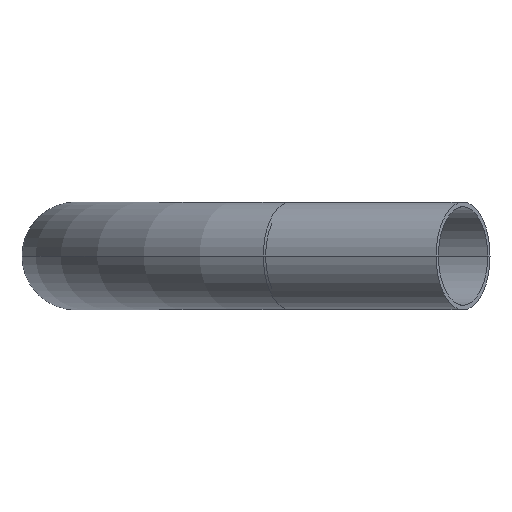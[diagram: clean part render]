
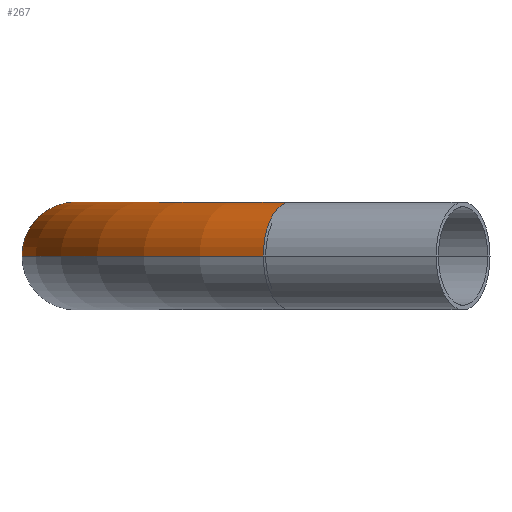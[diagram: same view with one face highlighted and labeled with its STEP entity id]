
A CAD part, front view. The second image highlights one B-rep face of the part: STEP entity #267.
In plain terms, the highlighted toroidal (fillet/blend) face has major radius 152.4 mm and minor radius 19.05 mm.
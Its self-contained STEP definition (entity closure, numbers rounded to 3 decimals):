
#3 = CIRCLE ( 'NONE', #43, 19.05 ) ;
#24 = CIRCLE ( 'NONE', #34, 19.05 ) ;
#34 = AXIS2_PLACEMENT_3D ( 'NONE', #163, #171, #175 ) ;
#43 = AXIS2_PLACEMENT_3D ( 'NONE', #119, #118, #115 ) ;
#46 = AXIS2_PLACEMENT_3D ( 'NONE', #181, #195, #245 ) ;
#57 = EDGE_CURVE ( 'NONE', #204, #78, #152, .T. ) ;
#58 = VERTEX_POINT ( 'NONE', #405 ) ;
#59 = ORIENTED_EDGE ( 'NONE', *, *, #57, .F. ) ;
#61 = CARTESIAN_POINT ( 'NONE',  ( -177.382, 29.754, 0. ) ) ;
#67 = CARTESIAN_POINT ( 'NONE',  ( -139.375, 27.096, 0. ) ) ;
#78 = VERTEX_POINT ( 'NONE', #296 ) ;
#100 = ORIENTED_EDGE ( 'NONE', *, *, #256, .T. ) ;
#109 = ORIENTED_EDGE ( 'NONE', *, *, #418, .F. ) ;
#115 = DIRECTION ( 'NONE',  ( -0.5, -0.866, 0. ) ) ;
#118 = DIRECTION ( 'NONE',  ( -0.866, 0.5, 0. ) ) ;
#119 = CARTESIAN_POINT ( 'NONE',  ( -82.55, -114.188, 0. ) ) ;
#149 = DIRECTION ( 'NONE',  ( 0., 0., 1. ) ) ;
#150 = DIRECTION ( 'NONE',  ( 1., 0., 0. ) ) ;
#152 = CIRCLE ( 'NONE', #349, 133.35 ) ;
#163 = CARTESIAN_POINT ( 'NONE',  ( -158.379, 28.425, 0. ) ) ;
#171 = DIRECTION ( 'NONE',  ( 0.07, 0.998, 0. ) ) ;
#175 = DIRECTION ( 'NONE',  ( -0.998, 0.07, 0. ) ) ;
#178 = VERTEX_POINT ( 'NONE', #61 ) ;
#181 = CARTESIAN_POINT ( 'NONE',  ( -6.35, 17.794, 0. ) ) ;
#190 = CARTESIAN_POINT ( 'NONE',  ( -6.35, 17.794, 0. ) ) ;
#192 = DIRECTION ( 'NONE',  ( 0., 0., 1. ) ) ;
#195 = DIRECTION ( 'NONE',  ( 0., 0., 1. ) ) ;
#197 = DIRECTION ( 'NONE',  ( 1., 0., 0. ) ) ;
#204 = VERTEX_POINT ( 'NONE', #67 ) ;
#230 = FACE_OUTER_BOUND ( 'NONE', #337, .T. ) ;
#245 = DIRECTION ( 'NONE',  ( 1., 0., 0. ) ) ;
#256 = EDGE_CURVE ( 'NONE', #178, #58, #303, .T. ) ;
#267 = ADVANCED_FACE ( 'NONE', ( #230 ), #334, .T. ) ;
#296 = CARTESIAN_POINT ( 'NONE',  ( -73.025, -97.691, 0. ) ) ;
#303 = CIRCLE ( 'NONE', #345, 171.45 ) ;
#324 = CARTESIAN_POINT ( 'NONE',  ( -6.35, 17.794, 0. ) ) ;
#334 = TOROIDAL_SURFACE ( 'NONE', #46, 152.4, 19.05 ) ;
#337 = EDGE_LOOP ( 'NONE', ( #109, #100, #391, #59 ) ) ;
#345 = AXIS2_PLACEMENT_3D ( 'NONE', #324, #149, #150 ) ;
#349 = AXIS2_PLACEMENT_3D ( 'NONE', #190, #192, #197 ) ;
#391 = ORIENTED_EDGE ( 'NONE', *, *, #413, .T. ) ;
#405 = CARTESIAN_POINT ( 'NONE',  ( -92.075, -130.686, 0. ) ) ;
#413 = EDGE_CURVE ( 'NONE', #58, #78, #3, .T. ) ;
#418 = EDGE_CURVE ( 'NONE', #178, #204, #24, .T. ) ;
